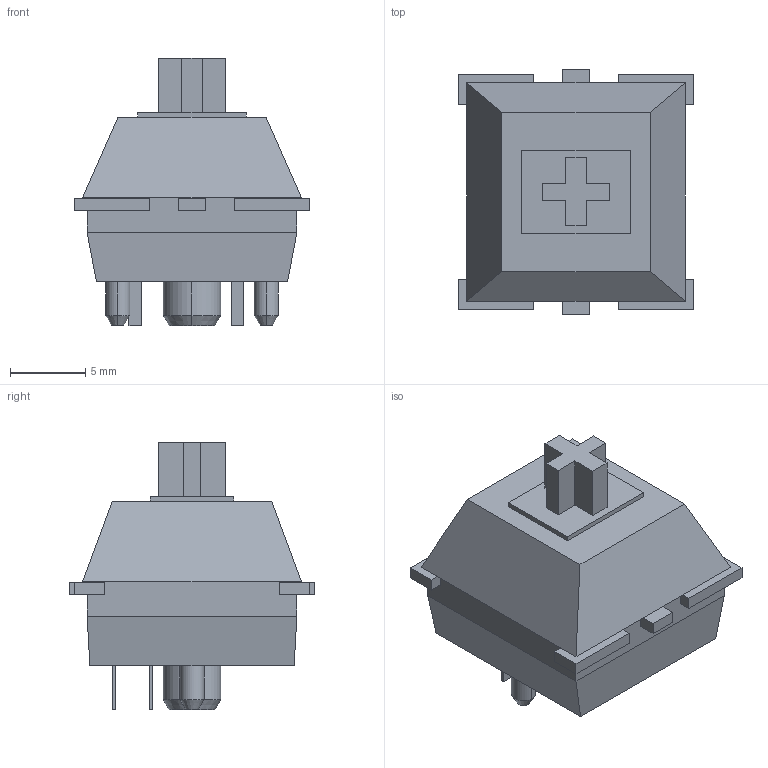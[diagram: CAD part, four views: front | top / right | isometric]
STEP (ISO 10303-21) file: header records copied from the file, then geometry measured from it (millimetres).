
FILE_DESCRIPTION(('FreeCAD Model'),'2;1');
FILE_NAME('cherry mx.step', '2017-11-22T14:07:05',('kicad StepUp'),('ksu MCAD'), 'Open CASCADE STEP processor 6.8','FreeCAD','Unknown');
FILE_SCHEMA(('AUTOMOTIVE_DESIGN_CC2 { 1 2 10303 214 -1 1 5 4 }'));
Length unit declared in the file: millimetre
Products named in the file (2): ASSEMBLY; cherry_mx
Assembly tree (1 placements, depth 2):
  ASSEMBLY
    cherry_mx
Bounding box: 15.64 x 16.33 x 17.85 mm (x, y, z)
Volume: 2003.1 mm3; surface area: 1099.2 mm2
Topology: 1 solids, 1 shells, 92 faces, 230 edges, 150 vertices
Faces by surface type: plane 80, cone 6, cylinder 6
Entity records: 2731 total; most frequent: CARTESIAN_POINT 474, ORIENTED_EDGE 460, DIRECTION 436, EDGE_CURVE 230, LINE 212, VECTOR 212, VERTEX_POINT 150, AXIS2_PLACEMENT_3D 112
